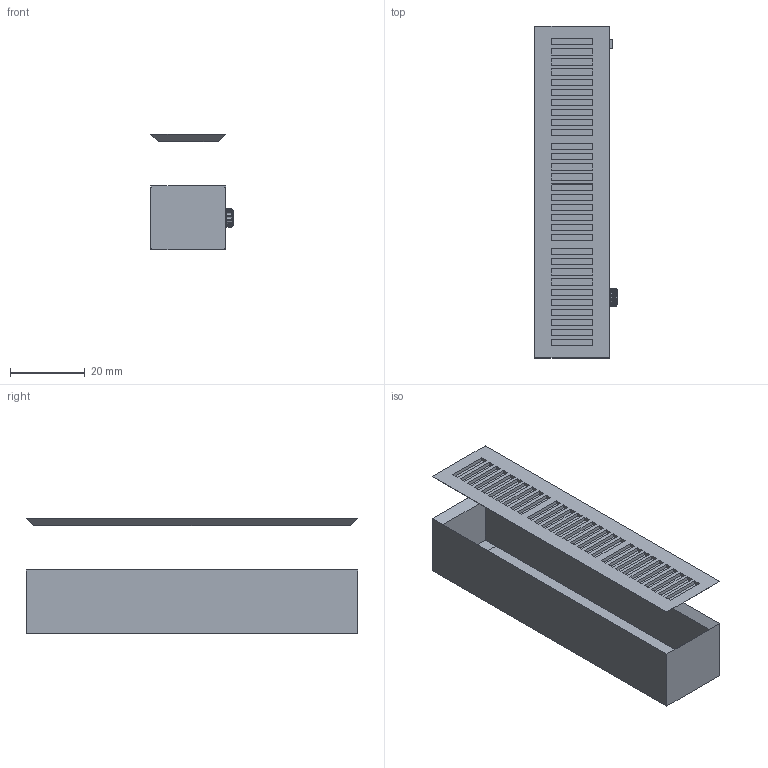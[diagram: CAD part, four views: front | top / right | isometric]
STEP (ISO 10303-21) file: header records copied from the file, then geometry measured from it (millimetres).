
FILE_DESCRIPTION (( 'STEP AP214' ), '1' );
FILE_NAME ('VUmeterAssembled.STEP', '2025-12-28T14:07:52', ( '' ), ( '' ), 'SwSTEP 2.0', 'SolidWorks 2024', '' );
FILE_SCHEMA (( 'AUTOMOTIVE_DESIGN' ));
Length unit declared in the file: millimetre
Products named in the file (8): VUmeterLeft; VUmeterBackPlate; VUmeterTopBottom; VUmeterBack; KnobToSize; VUmeterRight; VUmeterAssembled; VUmeterFront
Assembly tree (8 placements, depth 2):
  VUmeterAssembled
    VUmeterFront
    VUmeterLeft
    VUmeterBack
    VUmeterRight
    KnobToSize
    VUmeterBackPlate
    VUmeterTopBottom  x2
Bounding box: 22 x 88.56 x 30.8 mm (x, y, z)
Volume: 12023.3 mm3; surface area: 16759.9 mm2
Topology: 8 solids, 8 shells, 342 faces, 848 edges, 556 vertices
Faces by surface type: plane 219, cylinder 86, torus 23, bspline 14
Entity records: 11738 total; most frequent: CARTESIAN_POINT 3583, ORIENTED_EDGE 1672, DIRECTION 1551, EDGE_CURVE 836, VECTOR 575, LINE 575, VERTEX_POINT 548, AXIS2_PLACEMENT_3D 488
